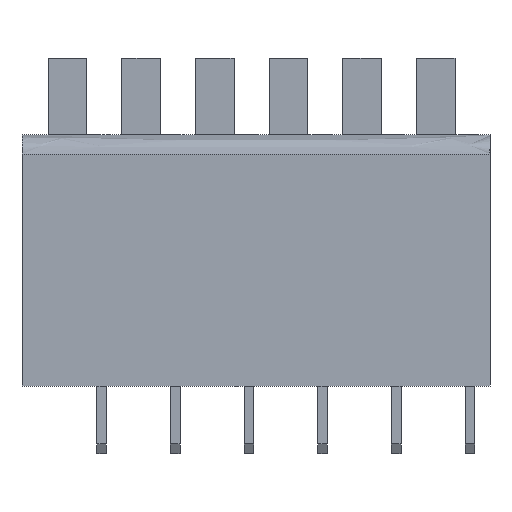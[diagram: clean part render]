
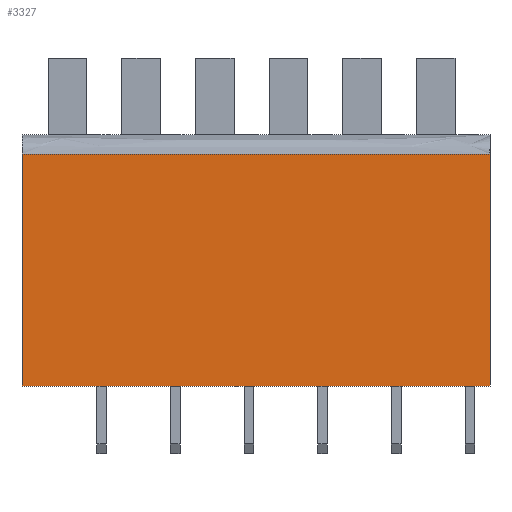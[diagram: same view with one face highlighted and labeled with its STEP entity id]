
A CAD part, front view. The second image highlights one B-rep face of the part: STEP entity #3327.
In plain terms, the highlighted planar face has unit normal (0, -1, 0).
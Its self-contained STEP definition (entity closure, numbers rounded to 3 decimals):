
#37 = CARTESIAN_POINT ( 'NONE',  ( 12.105, -5.4, 12. ) ) ;
#266 = ORIENTED_EDGE ( 'NONE', *, *, #1519, .T. ) ;
#347 = LINE ( 'NONE', #5242, #4054 ) ;
#380 = DIRECTION ( 'NONE',  ( 0., 0., 1. ) ) ;
#526 = B_SPLINE_CURVE_WITH_KNOTS ( 'NONE', 3,
 ( #809, #2147, #3316, #4127 ),
 .UNSPECIFIED., .F., .F.,
 ( 4, 4 ),
 ( 0., 1. ),
 .UNSPECIFIED. ) ;
#602 = VERTEX_POINT ( 'NONE', #2125 ) ;
#615 = CARTESIAN_POINT ( 'NONE',  ( -12.105, -5.4, 0. ) ) ;
#695 = DIRECTION ( 'NONE',  ( 1., 0., 0. ) ) ;
#743 = CARTESIAN_POINT ( 'NONE',  ( 12.105, -5.4, 13. ) ) ;
#809 = CARTESIAN_POINT ( 'NONE',  ( 12.105, -5.4, 12. ) ) ;
#907 = DIRECTION ( 'NONE',  ( 0., 1., 0. ) ) ;
#1199 = VECTOR ( 'NONE', #695, 1000. ) ;
#1519 = EDGE_CURVE ( 'NONE', #5258, #602, #347, .T. ) ;
#1731 = CARTESIAN_POINT ( 'NONE',  ( -12.105, -5.4, 13. ) ) ;
#1975 = EDGE_CURVE ( 'NONE', #2989, #5258, #526, .T. ) ;
#2125 = CARTESIAN_POINT ( 'NONE',  ( -12.105, -5.4, 0. ) ) ;
#2147 = CARTESIAN_POINT ( 'NONE',  ( 4.035, -5.4, 12. ) ) ;
#2271 = ORIENTED_EDGE ( 'NONE', *, *, #1975, .T. ) ;
#2848 = ORIENTED_EDGE ( 'NONE', *, *, #4727, .F. ) ;
#2989 = VERTEX_POINT ( 'NONE', #37 ) ;
#3204 = VECTOR ( 'NONE', #3382, 1000. ) ;
#3316 = CARTESIAN_POINT ( 'NONE',  ( -4.035, -5.4, 12. ) ) ;
#3327 = ADVANCED_FACE ( 'NONE', ( #4976 ), #4651, .F. ) ;
#3382 = DIRECTION ( 'NONE',  ( 0., 0., -1. ) ) ;
#3682 = AXIS2_PLACEMENT_3D ( 'NONE', #1731, #907, #380 ) ;
#4054 = VECTOR ( 'NONE', #4440, 1000. ) ;
#4127 = CARTESIAN_POINT ( 'NONE',  ( -12.105, -5.4, 12. ) ) ;
#4233 = CARTESIAN_POINT ( 'NONE',  ( -12.105, -5.4, 12. ) ) ;
#4410 = ORIENTED_EDGE ( 'NONE', *, *, #4625, .T. ) ;
#4440 = DIRECTION ( 'NONE',  ( 0., 0., -1. ) ) ;
#4469 = LINE ( 'NONE', #743, #3204 ) ;
#4521 = CARTESIAN_POINT ( 'NONE',  ( 12.105, -5.4, 0. ) ) ;
#4625 = EDGE_CURVE ( 'NONE', #602, #4973, #4855, .T. ) ;
#4651 = PLANE ( 'NONE',  #3682 ) ;
#4727 = EDGE_CURVE ( 'NONE', #2989, #4973, #4469, .T. ) ;
#4786 = EDGE_LOOP ( 'NONE', ( #2848, #2271, #266, #4410 ) ) ;
#4855 = LINE ( 'NONE', #615, #1199 ) ;
#4973 = VERTEX_POINT ( 'NONE', #4521 ) ;
#4976 = FACE_OUTER_BOUND ( 'NONE', #4786, .T. ) ;
#5242 = CARTESIAN_POINT ( 'NONE',  ( -12.105, -5.4, 13. ) ) ;
#5258 = VERTEX_POINT ( 'NONE', #4233 ) ;
